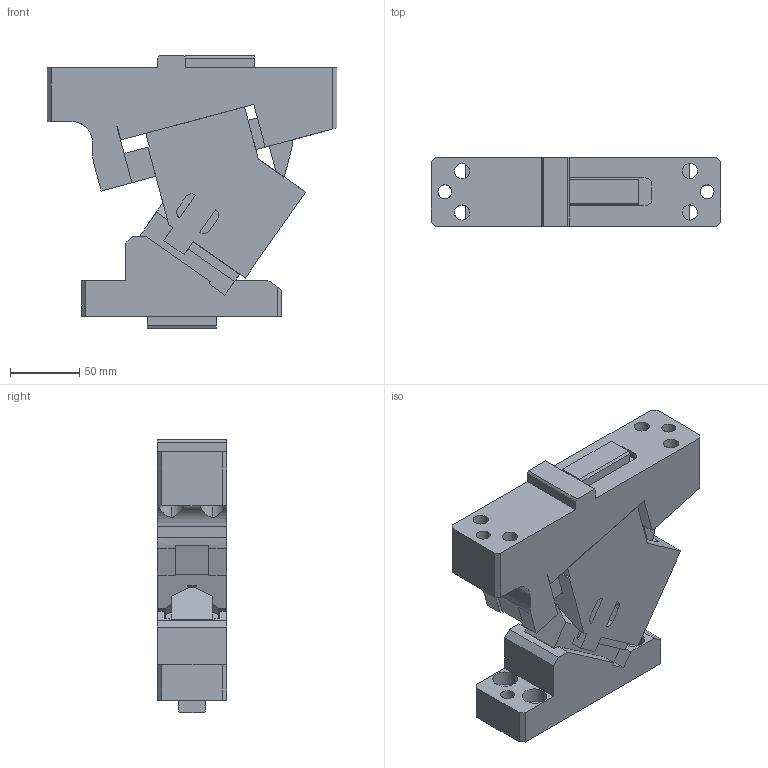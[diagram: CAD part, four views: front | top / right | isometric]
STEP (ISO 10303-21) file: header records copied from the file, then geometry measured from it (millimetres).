
FILE_DESCRIPTION(('CATIA V5 STEP Exchange'),'2;1');
FILE_NAME('CACG_50_35.stp','2015-04-21T14:45:23+00:00',('none'),('none'),'CATIA Version 5 Release 19 SP 2 (IN-10)','CATIA V5 STEP AP203','none');
FILE_SCHEMA(('CONFIG_CONTROL_DESIGN'));
Length unit declared in the file: millimetre
Products named in the file (1): CACG_50_35
Bounding box: 210 x 50 x 198 mm (x, y, z)
Volume: 1130793.5 mm3; surface area: 164462.4 mm2
Topology: 3 solids, 6 shells, 255 faces, 706 edges, 471 vertices
Faces by surface type: plane 169, cylinder 86
Entity records: 9143 total; most frequent: CARTESIAN_POINT 2936, ORIENTED_EDGE 1412, DIRECTION 1008, EDGE_CURVE 706, VECTOR 528, LINE 528, VERTEX_POINT 471, EDGE_LOOP 291
